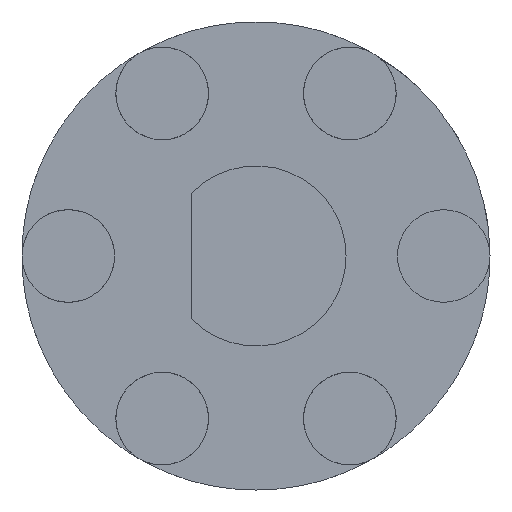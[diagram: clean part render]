
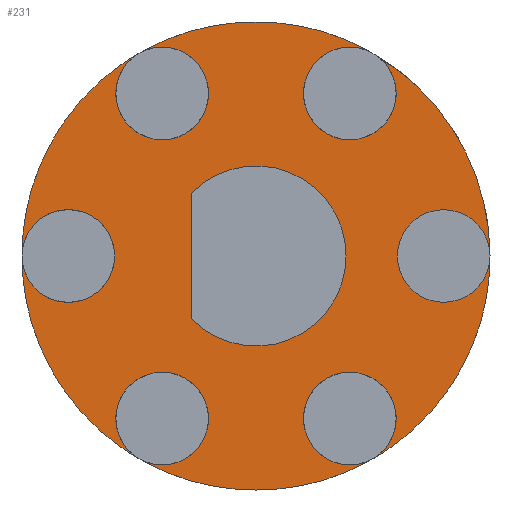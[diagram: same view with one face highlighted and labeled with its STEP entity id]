
A CAD part, front view. The second image highlights one B-rep face of the part: STEP entity #231.
In plain terms, the highlighted planar face has unit normal (0, -1, 0).
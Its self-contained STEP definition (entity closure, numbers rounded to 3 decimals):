
#15=FACE_BOUND('',#47,.T.);
#28=FACE_OUTER_BOUND('',#46,.T.);
#46=EDGE_LOOP('',(#161,#162,#163,#164,#165,#166,#167,#168,#169,#170,#171,
#172));
#47=EDGE_LOOP('',(#173,#174));
#63=LINE('',#424,#74);
#74=VECTOR('',#342,10.);
#86=CIRCLE('',#265,6.425);
#87=CIRCLE('',#268,32.475);
#88=CIRCLE('',#269,6.425);
#89=CIRCLE('',#270,32.475);
#90=CIRCLE('',#271,32.475);
#91=CIRCLE('',#272,6.425);
#92=CIRCLE('',#273,32.475);
#93=CIRCLE('',#274,6.425);
#94=CIRCLE('',#275,32.475);
#95=CIRCLE('',#276,6.425);
#96=CIRCLE('',#277,32.475);
#97=CIRCLE('',#278,6.425);
#98=CIRCLE('',#279,12.5);
#108=VERTEX_POINT('',#401);
#109=VERTEX_POINT('',#406);
#110=VERTEX_POINT('',#407);
#111=VERTEX_POINT('',#411);
#112=VERTEX_POINT('',#414);
#113=VERTEX_POINT('',#417);
#114=VERTEX_POINT('',#422);
#115=VERTEX_POINT('',#423);
#126=EDGE_CURVE('',#108,#108,#86,.T.);
#127=EDGE_CURVE('',#109,#110,#87,.T.);
#128=EDGE_CURVE('',#109,#109,#88,.T.);
#129=EDGE_CURVE('',#108,#109,#89,.T.);
#130=EDGE_CURVE('',#111,#108,#90,.T.);
#131=EDGE_CURVE('',#111,#111,#91,.T.);
#132=EDGE_CURVE('',#112,#111,#92,.T.);
#133=EDGE_CURVE('',#112,#112,#93,.T.);
#134=EDGE_CURVE('',#113,#112,#94,.T.);
#135=EDGE_CURVE('',#113,#113,#95,.T.);
#136=EDGE_CURVE('',#110,#113,#96,.T.);
#137=EDGE_CURVE('',#110,#110,#97,.T.);
#138=EDGE_CURVE('',#114,#115,#63,.T.);
#139=EDGE_CURVE('',#115,#114,#98,.T.);
#161=ORIENTED_EDGE('',*,*,#127,.F.);
#162=ORIENTED_EDGE('',*,*,#128,.T.);
#163=ORIENTED_EDGE('',*,*,#129,.F.);
#164=ORIENTED_EDGE('',*,*,#126,.T.);
#165=ORIENTED_EDGE('',*,*,#130,.F.);
#166=ORIENTED_EDGE('',*,*,#131,.T.);
#167=ORIENTED_EDGE('',*,*,#132,.F.);
#168=ORIENTED_EDGE('',*,*,#133,.T.);
#169=ORIENTED_EDGE('',*,*,#134,.F.);
#170=ORIENTED_EDGE('',*,*,#135,.T.);
#171=ORIENTED_EDGE('',*,*,#136,.F.);
#172=ORIENTED_EDGE('',*,*,#137,.T.);
#173=ORIENTED_EDGE('',*,*,#138,.F.);
#174=ORIENTED_EDGE('',*,*,#139,.F.);
#220=PLANE('',#267);
#231=ADVANCED_FACE('',(#28,#15),#220,.F.);
#265=AXIS2_PLACEMENT_3D('',#403,#314,#315);
#267=AXIS2_PLACEMENT_3D('',#405,#318,#319);
#268=AXIS2_PLACEMENT_3D('',#408,#320,#321);
#269=AXIS2_PLACEMENT_3D('',#409,#322,#323);
#270=AXIS2_PLACEMENT_3D('',#410,#324,#325);
#271=AXIS2_PLACEMENT_3D('',#412,#326,#327);
#272=AXIS2_PLACEMENT_3D('',#413,#328,#329);
#273=AXIS2_PLACEMENT_3D('',#415,#330,#331);
#274=AXIS2_PLACEMENT_3D('',#416,#332,#333);
#275=AXIS2_PLACEMENT_3D('',#418,#334,#335);
#276=AXIS2_PLACEMENT_3D('',#419,#336,#337);
#277=AXIS2_PLACEMENT_3D('',#420,#338,#339);
#278=AXIS2_PLACEMENT_3D('',#421,#340,#341);
#279=AXIS2_PLACEMENT_3D('',#425,#343,#344);
#314=DIRECTION('center_axis',(0.,1.,0.));
#315=DIRECTION('ref_axis',(0.5,0.,0.866));
#318=DIRECTION('center_axis',(0.,1.,0.));
#319=DIRECTION('ref_axis',(1.,0.,0.));
#320=DIRECTION('center_axis',(0.,1.,0.));
#321=DIRECTION('ref_axis',(1.,0.,0.));
#322=DIRECTION('center_axis',(0.,1.,0.));
#323=DIRECTION('ref_axis',(1.,0.,0.));
#324=DIRECTION('center_axis',(0.,1.,0.));
#325=DIRECTION('ref_axis',(1.,0.,0.));
#326=DIRECTION('center_axis',(0.,1.,0.));
#327=DIRECTION('ref_axis',(1.,0.,0.));
#328=DIRECTION('center_axis',(0.,1.,0.));
#329=DIRECTION('ref_axis',(-0.5,0.,0.866));
#330=DIRECTION('center_axis',(0.,1.,0.));
#331=DIRECTION('ref_axis',(1.,0.,0.));
#332=DIRECTION('center_axis',(0.,1.,0.));
#333=DIRECTION('ref_axis',(-1.,0.,0.));
#334=DIRECTION('center_axis',(0.,1.,0.));
#335=DIRECTION('ref_axis',(1.,0.,0.));
#336=DIRECTION('center_axis',(0.,1.,0.));
#337=DIRECTION('ref_axis',(-0.5,0.,-0.866));
#338=DIRECTION('center_axis',(0.,1.,0.));
#339=DIRECTION('ref_axis',(1.,0.,0.));
#340=DIRECTION('center_axis',(0.,1.,0.));
#341=DIRECTION('ref_axis',(0.5,0.,-0.866));
#342=DIRECTION('',(0.,0.,-1.));
#343=DIRECTION('center_axis',(0.,-1.,0.));
#344=DIRECTION('ref_axis',(1.,0.,0.));
#401=CARTESIAN_POINT('',(-16.238,0.,-28.124));
#403=CARTESIAN_POINT('Origin',(-13.025,0.,-22.56));
#405=CARTESIAN_POINT('Origin',(0.,0.,0.));
#406=CARTESIAN_POINT('',(-32.475,0.,0.));
#407=CARTESIAN_POINT('',(-16.238,0.,28.124));
#408=CARTESIAN_POINT('Origin',(0.,0.,0.));
#409=CARTESIAN_POINT('Origin',(-26.05,0.,0.));
#410=CARTESIAN_POINT('Origin',(0.,0.,0.));
#411=CARTESIAN_POINT('',(16.238,0.,-28.124));
#412=CARTESIAN_POINT('Origin',(0.,0.,0.));
#413=CARTESIAN_POINT('Origin',(13.025,0.,-22.56));
#414=CARTESIAN_POINT('',(32.475,0.,0.));
#415=CARTESIAN_POINT('Origin',(0.,0.,0.));
#416=CARTESIAN_POINT('Origin',(26.05,0.,0.));
#417=CARTESIAN_POINT('',(16.238,0.,28.124));
#418=CARTESIAN_POINT('Origin',(0.,0.,0.));
#419=CARTESIAN_POINT('Origin',(13.025,0.,22.56));
#420=CARTESIAN_POINT('Origin',(0.,0.,0.));
#421=CARTESIAN_POINT('Origin',(-13.025,0.,22.56));
#422=CARTESIAN_POINT('',(-9.,0.,8.675));
#423=CARTESIAN_POINT('',(-9.,0.,-8.675));
#424=CARTESIAN_POINT('',(-9.,0.,-8.675));
#425=CARTESIAN_POINT('Origin',(0.,0.,0.));
